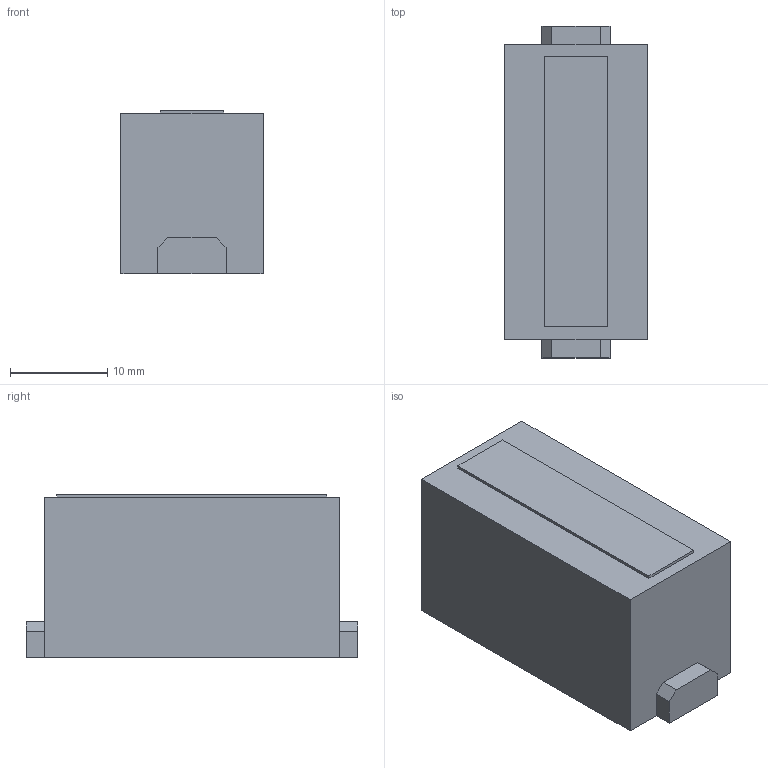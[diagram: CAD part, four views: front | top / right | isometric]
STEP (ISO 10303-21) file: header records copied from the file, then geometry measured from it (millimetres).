
FILE_DESCRIPTION(('HOOPS Exchange Step'),'2;1');
FILE_NAME('export-3F9417B1-08A0-41CA-B947-A9BAAE6394BA.stp','2022-09-28T15:39:46+02:00',('Engineering'),('Alibre'),'HOOPS Exchange 2021.0','Alibre','Unknown authorisation');
FILE_SCHEMA( ('AP242_MANAGED_MODEL_BASED_3D_ENGINEERING_MIM_LF {1 0 10303 442 1 1 4 }') );
Length unit declared in the file: millimetre
Products named in the file (2): 6064-1 Blindmodule - HC-M-00 - 1414353; 6064 Blindmodule - HC-M-00 - 1414353
Assembly tree (1 placements, depth 2):
  6064 Blindmodule - HC-M-00 - 1414353
    6064-1 Blindmodule - HC-M-00 - 1414353
Bounding box: 14.6 x 34.1 x 16.8 mm (x, y, z)
Volume: 2780.8 mm3; surface area: 3613.3 mm2
Topology: 1 solids, 1 shells, 36 faces, 96 edges, 64 vertices
Faces by surface type: plane 32, cone 4
Entity records: 1219 total; most frequent: CARTESIAN_POINT 252, ORIENTED_EDGE 192, DIRECTION 182, EDGE_CURVE 96, VECTOR 84, LINE 84, VERTEX_POINT 64, AXIS2_PLACEMENT_3D 49
